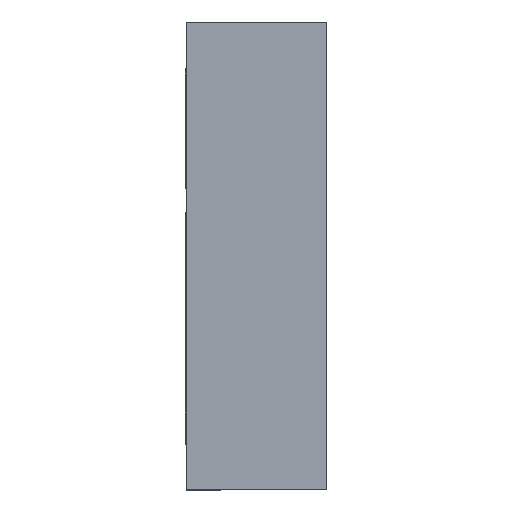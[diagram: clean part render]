
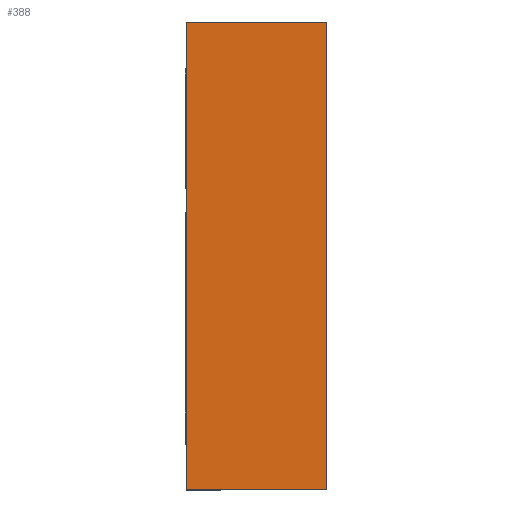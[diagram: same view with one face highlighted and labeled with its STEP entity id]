
A CAD part, left-side view. The second image highlights one B-rep face of the part: STEP entity #388.
In plain terms, the highlighted planar face has unit normal (-1, 0, 0).
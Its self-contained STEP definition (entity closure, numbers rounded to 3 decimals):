
#1 = DIRECTION ( 'NONE',  ( 0., 0., -1. ) ) ;
#105 = CARTESIAN_POINT ( 'NONE',  ( -21., -1.5, -5. ) ) ;
#388 = ADVANCED_FACE ( 'NONE', ( #12110 ), #8454, .F. ) ;
#462 = VECTOR ( 'NONE', #8916, 1000. ) ;
#481 = LINE ( 'NONE', #2637, #14612 ) ;
#1078 = ORIENTED_EDGE ( 'NONE', *, *, #11898, .F. ) ;
#1110 = AXIS2_PLACEMENT_3D ( 'NONE', #3636, #3799, #4784 ) ;
#1403 = CARTESIAN_POINT ( 'NONE',  ( -21., 1.5, 5. ) ) ;
#1821 = LINE ( 'NONE', #1403, #14063 ) ;
#2586 = VERTEX_POINT ( 'NONE', #15300 ) ;
#2637 = CARTESIAN_POINT ( 'NONE',  ( -21., 1.5, 0. ) ) ;
#2947 = VERTEX_POINT ( 'NONE', #8458 ) ;
#3204 = VERTEX_POINT ( 'NONE', #105 ) ;
#3636 = CARTESIAN_POINT ( 'NONE',  ( -21., 1.5, 5. ) ) ;
#3645 = LINE ( 'NONE', #7735, #462 ) ;
#3799 = DIRECTION ( 'NONE',  ( 1., 0., 0. ) ) ;
#4148 = DIRECTION ( 'NONE',  ( 0., 0., 1. ) ) ;
#4784 = DIRECTION ( 'NONE',  ( 0., 0., -1. ) ) ;
#5341 = EDGE_CURVE ( 'NONE', #2947, #11287, #1821, .T. ) ;
#5668 = EDGE_CURVE ( 'NONE', #2586, #2947, #481, .T. ) ;
#5996 = EDGE_LOOP ( 'NONE', ( #10991, #11581, #10253, #1078 ) ) ;
#6447 = EDGE_CURVE ( 'NONE', #2586, #3204, #3645, .T. ) ;
#7735 = CARTESIAN_POINT ( 'NONE',  ( -21., 1.5, -5. ) ) ;
#8274 = VECTOR ( 'NONE', #1, 1000. ) ;
#8454 = PLANE ( 'NONE',  #1110 ) ;
#8458 = CARTESIAN_POINT ( 'NONE',  ( -21., 1.5, 5. ) ) ;
#8660 = DIRECTION ( 'NONE',  ( 0., -1., 0. ) ) ;
#8916 = DIRECTION ( 'NONE',  ( 0., -1., 0. ) ) ;
#10253 = ORIENTED_EDGE ( 'NONE', *, *, #6447, .T. ) ;
#10991 = ORIENTED_EDGE ( 'NONE', *, *, #5341, .F. ) ;
#11039 = CARTESIAN_POINT ( 'NONE',  ( -21., -1.5, 5. ) ) ;
#11287 = VERTEX_POINT ( 'NONE', #11039 ) ;
#11581 = ORIENTED_EDGE ( 'NONE', *, *, #5668, .F. ) ;
#11898 = EDGE_CURVE ( 'NONE', #11287, #3204, #13100, .T. ) ;
#12110 = FACE_OUTER_BOUND ( 'NONE', #5996, .T. ) ;
#13086 = CARTESIAN_POINT ( 'NONE',  ( -21., -1.5, 0. ) ) ;
#13100 = LINE ( 'NONE', #13086, #8274 ) ;
#14063 = VECTOR ( 'NONE', #8660, 1000. ) ;
#14612 = VECTOR ( 'NONE', #4148, 1000. ) ;
#15300 = CARTESIAN_POINT ( 'NONE',  ( -21., 1.5, -5. ) ) ;
